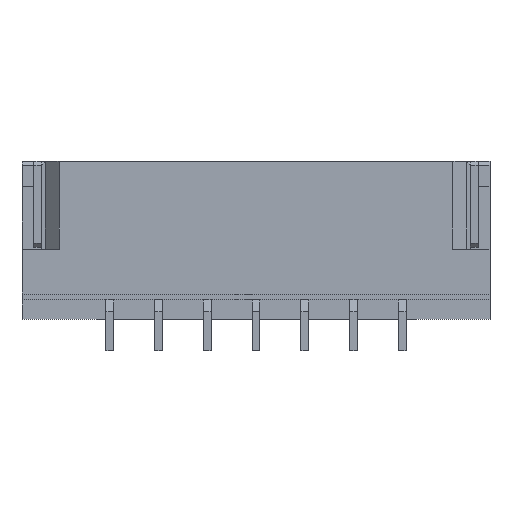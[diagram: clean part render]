
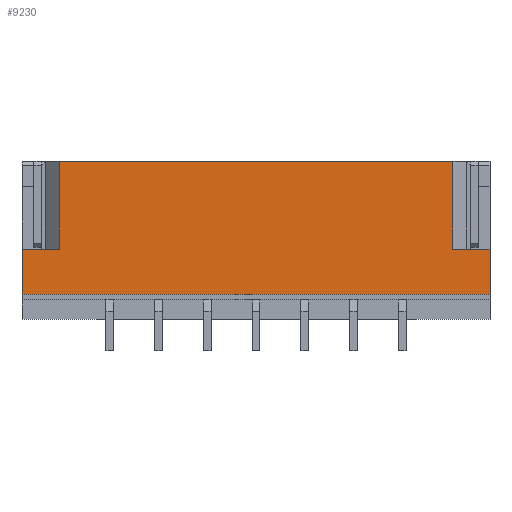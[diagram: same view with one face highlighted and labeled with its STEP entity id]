
A CAD part, front view. The second image highlights one B-rep face of the part: STEP entity #9230.
In plain terms, the highlighted planar face has unit normal (0, -1, 0).
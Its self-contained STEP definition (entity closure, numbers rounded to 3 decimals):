
#10 = DIRECTION ( 'NONE',  ( 0., 0., 1. ) ) ;
#109 = VECTOR ( 'NONE', #10, 1000. ) ;
#405 = LINE ( 'NONE', #2941, #9737 ) ;
#892 = ORIENTED_EDGE ( 'NONE', *, *, #3922, .F. ) ;
#1190 = VERTEX_POINT ( 'NONE', #7879 ) ;
#1666 = LINE ( 'NONE', #8341, #10986 ) ;
#1671 = CARTESIAN_POINT ( 'NONE',  ( -5.05, 0.1, 2.425 ) ) ;
#1838 = CARTESIAN_POINT ( 'NONE',  ( 6., 0.1, 2.425 ) ) ;
#1955 = CARTESIAN_POINT ( 'NONE',  ( 5.05, 0.1, -0.395 ) ) ;
#2052 = DIRECTION ( 'NONE',  ( 0., 0., 1. ) ) ;
#2295 = ORIENTED_EDGE ( 'NONE', *, *, #2615, .T. ) ;
#2578 = VECTOR ( 'NONE', #3173, 1000. ) ;
#2581 = VERTEX_POINT ( 'NONE', #5080 ) ;
#2615 = EDGE_CURVE ( 'NONE', #7096, #10555, #3856, .T. ) ;
#2631 = ORIENTED_EDGE ( 'NONE', *, *, #4124, .T. ) ;
#2824 = LINE ( 'NONE', #1838, #10297 ) ;
#2941 = CARTESIAN_POINT ( 'NONE',  ( -6., 0.1, 2.425 ) ) ;
#3173 = DIRECTION ( 'NONE',  ( -1., 0., 0. ) ) ;
#3206 = PLANE ( 'NONE',  #11224 ) ;
#3321 = CARTESIAN_POINT ( 'NONE',  ( -6., 0.1, 0.175 ) ) ;
#3543 = LINE ( 'NONE', #3321, #8482 ) ;
#3590 = DIRECTION ( 'NONE',  ( 0., 0., 1. ) ) ;
#3649 = ORIENTED_EDGE ( 'NONE', *, *, #4730, .T. ) ;
#3856 = LINE ( 'NONE', #4156, #2578 ) ;
#3915 = CARTESIAN_POINT ( 'NONE',  ( -6., 0.1, -0.975 ) ) ;
#3922 = EDGE_CURVE ( 'NONE', #4776, #1190, #405, .T. ) ;
#4124 = EDGE_CURVE ( 'NONE', #8934, #1190, #3543, .T. ) ;
#4148 = CARTESIAN_POINT ( 'NONE',  ( 5.05, 0.1, 2.425 ) ) ;
#4156 = CARTESIAN_POINT ( 'NONE',  ( -2.25, 0.1, 2.425 ) ) ;
#4305 = VECTOR ( 'NONE', #5309, 1000. ) ;
#4588 = EDGE_CURVE ( 'NONE', #2581, #7096, #7354, .T. ) ;
#4730 = EDGE_CURVE ( 'NONE', #4776, #8484, #1666, .T. ) ;
#4776 = VERTEX_POINT ( 'NONE', #3915 ) ;
#4969 = CARTESIAN_POINT ( 'NONE',  ( -2.25, 0.1, 2.425 ) ) ;
#5004 = DIRECTION ( 'NONE',  ( 0., 1., 0. ) ) ;
#5080 = CARTESIAN_POINT ( 'NONE',  ( 5.05, 0.1, 0.175 ) ) ;
#5126 = VECTOR ( 'NONE', #3590, 1000. ) ;
#5309 = DIRECTION ( 'NONE',  ( 1., 0., 0. ) ) ;
#5564 = LINE ( 'NONE', #6266, #4305 ) ;
#5595 = DIRECTION ( 'NONE',  ( 1., 0., 0. ) ) ;
#5665 = VERTEX_POINT ( 'NONE', #9482 ) ;
#6131 = ORIENTED_EDGE ( 'NONE', *, *, #4588, .T. ) ;
#6161 = ORIENTED_EDGE ( 'NONE', *, *, #10082, .T. ) ;
#6266 = CARTESIAN_POINT ( 'NONE',  ( 6., 0.1, 0.175 ) ) ;
#6383 = FACE_OUTER_BOUND ( 'NONE', #7977, .T. ) ;
#7096 = VERTEX_POINT ( 'NONE', #4148 ) ;
#7259 = ORIENTED_EDGE ( 'NONE', *, *, #7677, .F. ) ;
#7354 = LINE ( 'NONE', #1955, #109 ) ;
#7677 = EDGE_CURVE ( 'NONE', #2581, #5665, #5564, .T. ) ;
#7712 = EDGE_CURVE ( 'NONE', #8934, #10555, #8814, .T. ) ;
#7879 = CARTESIAN_POINT ( 'NONE',  ( -6., 0.1, 0.175 ) ) ;
#7919 = DIRECTION ( 'NONE',  ( -1., 0., 0. ) ) ;
#7977 = EDGE_LOOP ( 'NONE', ( #2295, #11081, #2631, #892, #3649, #6161, #7259, #6131 ) ) ;
#8176 = DIRECTION ( 'NONE',  ( 0., 0., 1. ) ) ;
#8248 = CARTESIAN_POINT ( 'NONE',  ( 6., 0.1, -0.975 ) ) ;
#8341 = CARTESIAN_POINT ( 'NONE',  ( -2.25, 0.1, -0.975 ) ) ;
#8482 = VECTOR ( 'NONE', #7919, 1000. ) ;
#8484 = VERTEX_POINT ( 'NONE', #8248 ) ;
#8814 = LINE ( 'NONE', #9766, #5126 ) ;
#8934 = VERTEX_POINT ( 'NONE', #9756 ) ;
#9230 = ADVANCED_FACE ( 'NONE', ( #6383 ), #3206, .F. ) ;
#9482 = CARTESIAN_POINT ( 'NONE',  ( 6., 0.1, 0.175 ) ) ;
#9737 = VECTOR ( 'NONE', #2052, 1000. ) ;
#9756 = CARTESIAN_POINT ( 'NONE',  ( -5.05, 0.1, 0.175 ) ) ;
#9766 = CARTESIAN_POINT ( 'NONE',  ( -5.05, 0.1, -0.395 ) ) ;
#10082 = EDGE_CURVE ( 'NONE', #8484, #5665, #2824, .T. ) ;
#10297 = VECTOR ( 'NONE', #8176, 1000. ) ;
#10337 = DIRECTION ( 'NONE',  ( 1., 0., 0. ) ) ;
#10555 = VERTEX_POINT ( 'NONE', #1671 ) ;
#10986 = VECTOR ( 'NONE', #5595, 1000. ) ;
#11081 = ORIENTED_EDGE ( 'NONE', *, *, #7712, .F. ) ;
#11224 = AXIS2_PLACEMENT_3D ( 'NONE', #4969, #5004, #10337 ) ;
